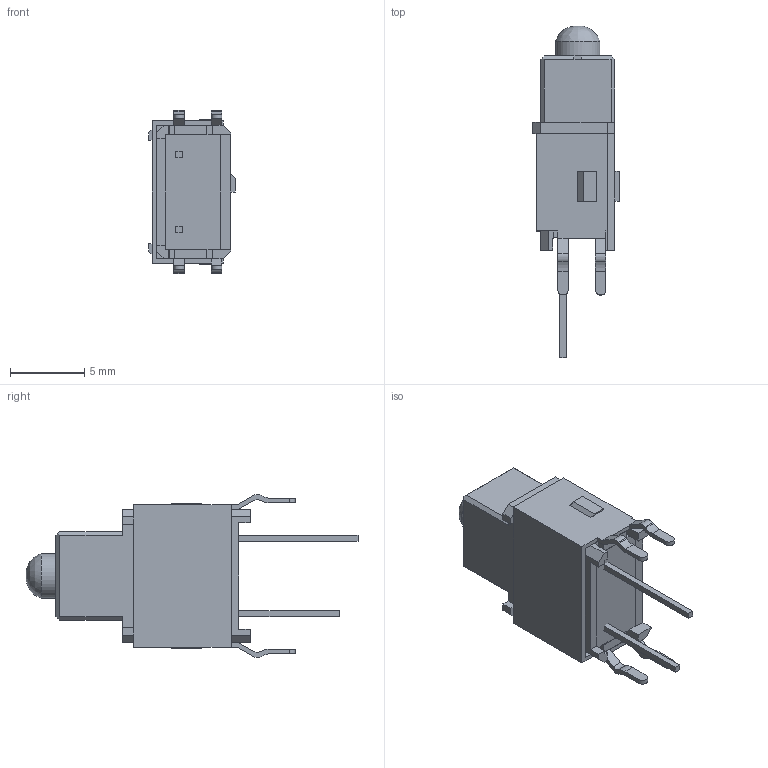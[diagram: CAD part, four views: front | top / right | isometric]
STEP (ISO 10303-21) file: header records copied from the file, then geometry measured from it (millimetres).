
FILE_DESCRIPTION(/* description */ (''),/* implementation_level */ '2;1');
FILE_NAME(/* name */ 'ELEC_IndicatorGreen_A01BF-R0.iam.step',/* time_stamp */ '2015-01-02T19:31:31-08:00',/* author */ ('Philip'),/* organization */ (''),/* preprocessor_version */ 'ST-DEVELOPER v15.6',/* originating_system */ 'Autodesk Inventor 2015',/* authorisation */ '');
FILE_SCHEMA (('AUTOMOTIVE_DESIGN { 1 0 10303 214 3 1 1 }'));
Length unit declared in the file: inch
Products named in the file (5): _A01PC-body2; _AF-bulb2; _A-pin-2; _Abracketstraight-bracket-straight; ELEC_IndicatorGreen_A01BF-R0
Assembly tree (4 placements, depth 2):
  ELEC_IndicatorGreen_A01BF-R0
    _A01PC-body2
    _AF-bulb2
    _A-pin-2
    _Abracketstraight-bracket-straight
Bounding box: 5.84 x 22.38 x 11 mm (x, y, z)
Volume: 538.8 mm3; surface area: 787.6 mm2
Topology: 4 solids, 4 shells, 193 faces, 525 edges, 342 vertices
Faces by surface type: plane 171, cylinder 21, bspline 1
Full cylindrical faces by diameter (mm): 2.997 x1
Entity records: 6126 total; most frequent: CARTESIAN_POINT 1095, ORIENTED_EDGE 1046, DIRECTION 967, EDGE_CURVE 523, LINE 479, VECTOR 479, VERTEX_POINT 342, AXIS2_PLACEMENT_3D 244
